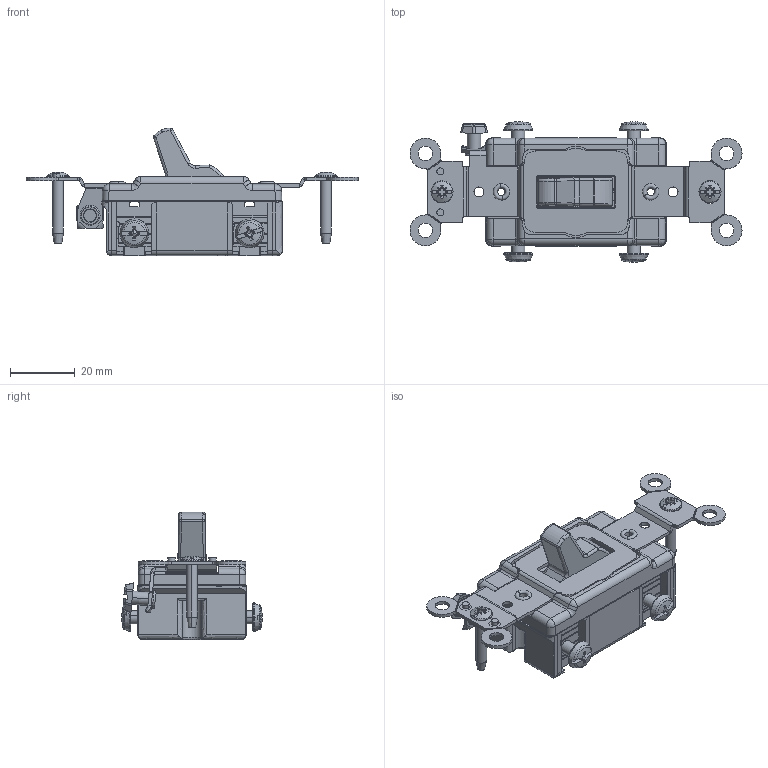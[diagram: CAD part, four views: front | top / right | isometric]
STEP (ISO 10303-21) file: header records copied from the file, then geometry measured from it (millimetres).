
FILE_DESCRIPTION (( 'STEP AP214' ), '1' );
FILE_NAME ('CATSTD-CS215-000-M01.STEP', '2020-02-12T16:22:01', ( '' ), ( '' ), 'SwSTEP 2.0', 'SolidWorks 2017', '' );
FILE_SCHEMA (( 'AUTOMOTIVE_DESIGN' ));
Length unit declared in the file: inch
Products named in the file (1): CATSTD-CS215-000-M01
Bounding box: 102.88 x 43.4 x 39.5 mm (x, y, z)
Surface area: 17990.3 mm2 (no closed solid volume)
Topology: 0 solids, 68 shells, 1330 faces, 6622 edges, 5223 vertices
Faces by surface type: plane 771, cylinder 298, bspline 122, cone 72, torus 40, sphere 27
Entity records: 90398 total; most frequent: CARTESIAN_POINT 24206, ORIENTED_EDGE 9340, DIRECTION 9039, EDGE_CURVE 6604, VERTEX_POINT 5223, LINE 4525, VECTOR 4525, AXIS2_PLACEMENT_3D 2257
